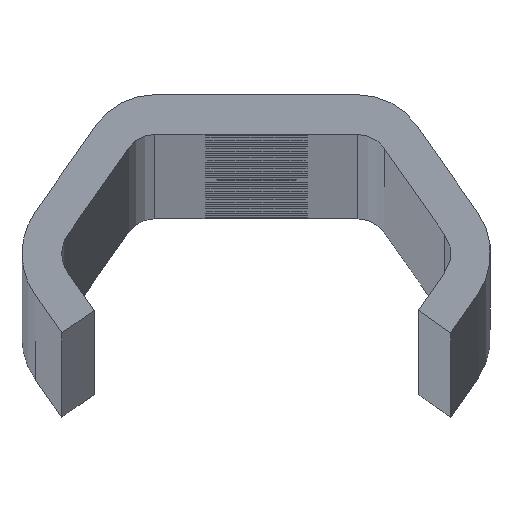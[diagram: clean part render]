
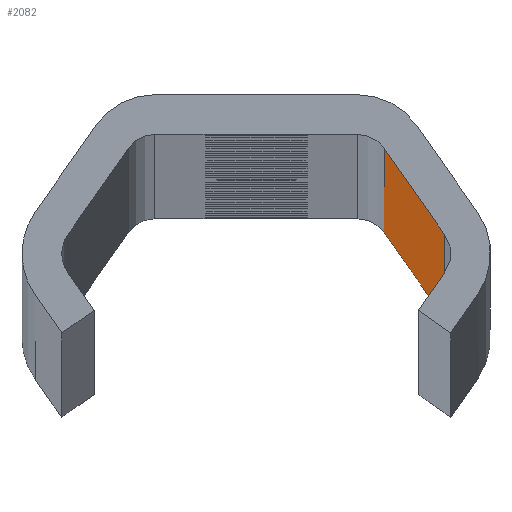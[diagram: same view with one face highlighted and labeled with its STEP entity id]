
A CAD part, top view. The second image highlights one B-rep face of the part: STEP entity #2082.
In plain terms, the highlighted planar face has unit normal (-0.819, -0.574, 0).
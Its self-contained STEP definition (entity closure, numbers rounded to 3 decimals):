
#93 = EDGE_CURVE ( 'NONE', #3456, #4700, #3871, .T. ) ;
#160 = DIRECTION ( 'NONE',  ( 0., 0., -1. ) ) ;
#172 = LINE ( 'NONE', #2333, #3192 ) ;
#351 = ORIENTED_EDGE ( 'NONE', *, *, #4665, .F. ) ;
#1569 = CARTESIAN_POINT ( 'NONE',  ( 11.883, 1.163, -1520. ) ) ;
#2082 = ADVANCED_FACE ( 'NONE', ( #3176 ), #2538, .F. ) ;
#2196 = VECTOR ( 'NONE', #4491, 1000. ) ;
#2333 = CARTESIAN_POINT ( 'NONE',  ( 8.052, 6.635, -1520. ) ) ;
#2469 = CARTESIAN_POINT ( 'NONE',  ( 11.883, 1.163, 1520. ) ) ;
#2537 = CARTESIAN_POINT ( 'NONE',  ( 11.883, 1.163, 1520. ) ) ;
#2538 = PLANE ( 'NONE',  #2697 ) ;
#2681 = ORIENTED_EDGE ( 'NONE', *, *, #5348, .T. ) ;
#2697 = AXIS2_PLACEMENT_3D ( 'NONE', #3215, #4912, #3628 ) ;
#3176 = FACE_OUTER_BOUND ( 'NONE', #4727, .T. ) ;
#3192 = VECTOR ( 'NONE', #5892, 1000. ) ;
#3215 = CARTESIAN_POINT ( 'NONE',  ( 8.052, 6.635, 1520. ) ) ;
#3328 = LINE ( 'NONE', #5601, #2196 ) ;
#3358 = ORIENTED_EDGE ( 'NONE', *, *, #93, .F. ) ;
#3395 = ORIENTED_EDGE ( 'NONE', *, *, #4366, .T. ) ;
#3456 = VERTEX_POINT ( 'NONE', #4063 ) ;
#3628 = DIRECTION ( 'NONE',  ( -0.574, 0.819, 0. ) ) ;
#3871 = LINE ( 'NONE', #5581, #6457 ) ;
#4063 = CARTESIAN_POINT ( 'NONE',  ( 8.052, 6.635, 1520. ) ) ;
#4366 = EDGE_CURVE ( 'NONE', #3456, #5027, #3328, .T. ) ;
#4437 = DIRECTION ( 'NONE',  ( 0.574, -0.819, 0. ) ) ;
#4491 = DIRECTION ( 'NONE',  ( 0., 0., -1. ) ) ;
#4665 = EDGE_CURVE ( 'NONE', #4700, #6340, #5407, .T. ) ;
#4700 = VERTEX_POINT ( 'NONE', #2469 ) ;
#4727 = EDGE_LOOP ( 'NONE', ( #2681, #351, #3358, #3395 ) ) ;
#4912 = DIRECTION ( 'NONE',  ( 0.819, 0.574, 0. ) ) ;
#5027 = VERTEX_POINT ( 'NONE', #5391 ) ;
#5078 = VECTOR ( 'NONE', #160, 1000. ) ;
#5348 = EDGE_CURVE ( 'NONE', #5027, #6340, #172, .T. ) ;
#5391 = CARTESIAN_POINT ( 'NONE',  ( 8.052, 6.635, -1520. ) ) ;
#5407 = LINE ( 'NONE', #2537, #5078 ) ;
#5581 = CARTESIAN_POINT ( 'NONE',  ( 8.052, 6.635, 1520. ) ) ;
#5601 = CARTESIAN_POINT ( 'NONE',  ( 8.052, 6.635, 1520. ) ) ;
#5892 = DIRECTION ( 'NONE',  ( 0.574, -0.819, 0. ) ) ;
#6340 = VERTEX_POINT ( 'NONE', #1569 ) ;
#6457 = VECTOR ( 'NONE', #4437, 1000. ) ;
